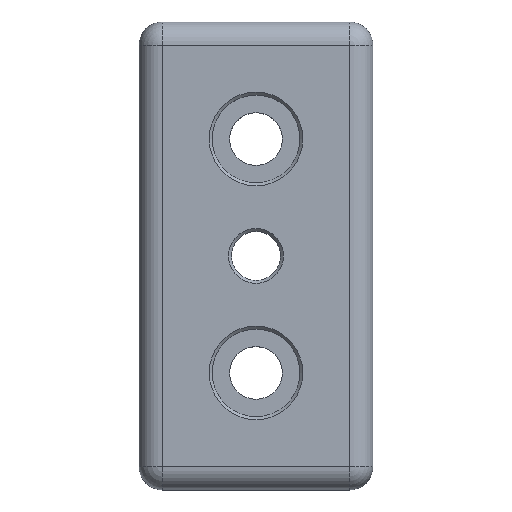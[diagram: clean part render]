
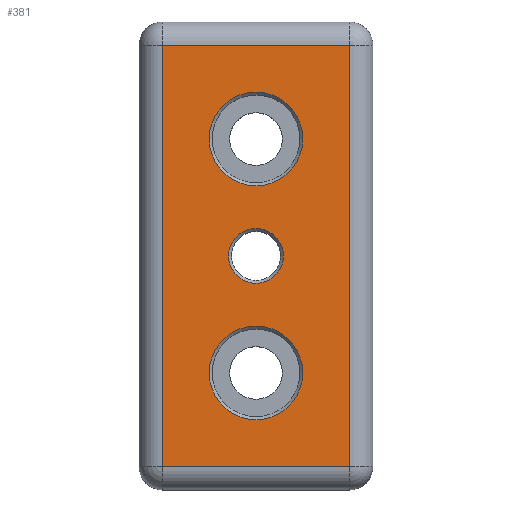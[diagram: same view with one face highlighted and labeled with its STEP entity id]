
A CAD part, top view. The second image highlights one B-rep face of the part: STEP entity #381.
In plain terms, the highlighted planar face has unit normal (0, 0, 1).
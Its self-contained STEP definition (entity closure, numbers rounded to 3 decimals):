
#32=LINE('',#612,#52);
#33=LINE('',#614,#53);
#34=LINE('',#616,#54);
#35=LINE('',#617,#55);
#52=VECTOR('',#477,72.);
#53=VECTOR('',#478,32.);
#54=VECTOR('',#479,72.);
#55=VECTOR('',#480,32.);
#72=PLANE('',#413);
#81=FACE_BOUND('',#127,.T.);
#82=FACE_BOUND('',#128,.T.);
#83=FACE_BOUND('',#129,.T.);
#97=FACE_OUTER_BOUND('',#126,.T.);
#126=EDGE_LOOP('',(#281,#282,#283,#284));
#127=EDGE_LOOP('',(#285));
#128=EDGE_LOOP('',(#286));
#129=EDGE_LOOP('',(#287));
#169=CIRCLE('',#412,4.688);
#170=CIRCLE('',#414,8.);
#171=CIRCLE('',#415,8.);
#198=VERTEX_POINT('',#607);
#199=VERTEX_POINT('',#610);
#200=VERTEX_POINT('',#611);
#201=VERTEX_POINT('',#613);
#202=VERTEX_POINT('',#615);
#203=VERTEX_POINT('',#618);
#204=VERTEX_POINT('',#620);
#231=EDGE_CURVE('',#198,#198,#169,.T.);
#232=EDGE_CURVE('',#199,#200,#32,.T.);
#233=EDGE_CURVE('',#201,#199,#33,.T.);
#234=EDGE_CURVE('',#202,#201,#34,.T.);
#235=EDGE_CURVE('',#200,#202,#35,.T.);
#236=EDGE_CURVE('',#203,#203,#170,.T.);
#237=EDGE_CURVE('',#204,#204,#171,.T.);
#281=ORIENTED_EDGE('',*,*,#232,.F.);
#282=ORIENTED_EDGE('',*,*,#233,.F.);
#283=ORIENTED_EDGE('',*,*,#234,.F.);
#284=ORIENTED_EDGE('',*,*,#235,.F.);
#285=ORIENTED_EDGE('',*,*,#236,.F.);
#286=ORIENTED_EDGE('',*,*,#237,.F.);
#287=ORIENTED_EDGE('',*,*,#231,.F.);
#381=ADVANCED_FACE('',(#97,#81,#82,#83),#72,.T.);
#412=AXIS2_PLACEMENT_3D('',#608,#473,#474);
#413=AXIS2_PLACEMENT_3D('',#609,#475,#476);
#414=AXIS2_PLACEMENT_3D('',#619,#481,#482);
#415=AXIS2_PLACEMENT_3D('',#621,#483,#484);
#473=DIRECTION('center_axis',(0.,0.,1.));
#474=DIRECTION('ref_axis',(-1.,0.,0.));
#475=DIRECTION('center_axis',(0.,0.,1.));
#476=DIRECTION('ref_axis',(1.,0.,0.));
#477=DIRECTION('',(0.,-1.,0.));
#478=DIRECTION('',(1.,0.,0.));
#479=DIRECTION('',(0.,1.,0.));
#480=DIRECTION('',(-1.,0.,0.));
#481=DIRECTION('center_axis',(0.,0.,1.));
#482=DIRECTION('ref_axis',(-1.,0.,0.));
#483=DIRECTION('center_axis',(0.,0.,1.));
#484=DIRECTION('ref_axis',(-1.,0.,0.));
#607=CARTESIAN_POINT('',(15.603,-25.948,15.));
#608=CARTESIAN_POINT('Origin',(10.915,-25.948,15.));
#609=CARTESIAN_POINT('Origin',(10.915,-25.948,15.));
#610=CARTESIAN_POINT('',(26.915,10.052,15.));
#611=CARTESIAN_POINT('',(26.915,-61.948,15.));
#612=CARTESIAN_POINT('',(26.915,-5.948,15.));
#613=CARTESIAN_POINT('',(-5.085,10.052,15.));
#614=CARTESIAN_POINT('',(0.915,10.052,15.));
#615=CARTESIAN_POINT('',(-5.085,-61.948,15.));
#616=CARTESIAN_POINT('',(-5.085,-45.948,15.));
#617=CARTESIAN_POINT('',(20.915,-61.948,15.));
#618=CARTESIAN_POINT('',(18.915,-5.948,15.));
#619=CARTESIAN_POINT('Origin',(10.915,-5.948,15.));
#620=CARTESIAN_POINT('',(18.915,-45.948,15.));
#621=CARTESIAN_POINT('Origin',(10.915,-45.948,15.));
